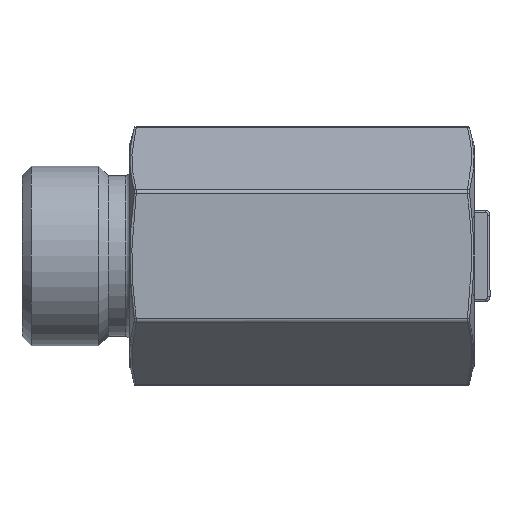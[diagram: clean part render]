
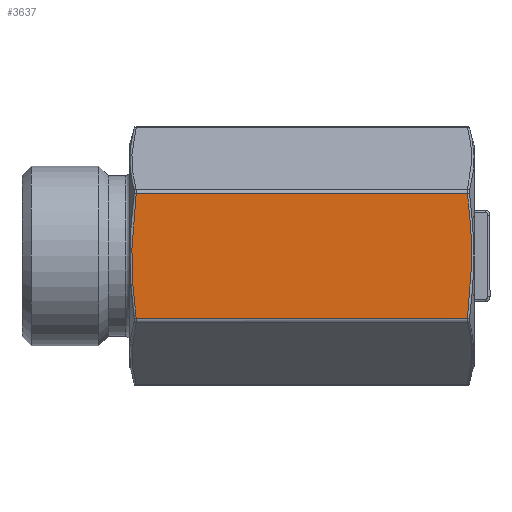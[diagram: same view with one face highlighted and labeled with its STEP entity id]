
A CAD part, front view. The second image highlights one B-rep face of the part: STEP entity #3637.
In plain terms, the highlighted planar face has unit normal (0, -1, 0).
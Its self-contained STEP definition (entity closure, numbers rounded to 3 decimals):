
#880 = CARTESIAN_POINT ( 'NONE',  ( 20.389, -10.5, -5.774 ) ) ;
#959 = VERTEX_POINT ( 'NONE', #21219 ) ;
#971 = CARTESIAN_POINT ( 'NONE',  ( 20.83, -10.5, 0. ) ) ;
#1241 = CARTESIAN_POINT ( 'NONE',  ( -10.617, -10.5, -3.849 ) ) ;
#3393 = LINE ( 'NONE', #5439, #16085 ) ;
#3504 = EDGE_CURVE ( 'NONE', #959, #20168, #17920, .T. ) ;
#3626 = PLANE ( 'NONE',  #13834 ) ;
#3637 = ADVANCED_FACE ( 'NONE', ( #6469 ), #3626, .F. ) ;
#4905 = ORIENTED_EDGE ( 'NONE', *, *, #3504, .T. ) ;
#5439 = CARTESIAN_POINT ( 'NONE',  ( 21., -10.5, -5.774 ) ) ;
#6426 = CARTESIAN_POINT ( 'NONE',  ( -10.389, -10.5, 5.774 ) ) ;
#6469 = FACE_OUTER_BOUND ( 'NONE', #8121, .T. ) ;
#6660 = CARTESIAN_POINT ( 'NONE',  ( 20.617, -10.5, -3.849 ) ) ;
#6750 = CARTESIAN_POINT ( 'NONE',  ( -10.515, -10.5, 4.811 ) ) ;
#6897 = ORIENTED_EDGE ( 'NONE', *, *, #21190, .T. ) ;
#7390 = DIRECTION ( 'NONE',  ( 0., 0., 1. ) ) ;
#8121 = EDGE_LOOP ( 'NONE', ( #20692, #4905, #6897, #18750 ) ) ;
#8137 = DIRECTION ( 'NONE',  ( -1., 0., 0. ) ) ;
#8762 = CARTESIAN_POINT ( 'NONE',  ( -10.756, -10.5, 1.925 ) ) ;
#8924 = LINE ( 'NONE', #19699, #11320 ) ;
#9230 = CARTESIAN_POINT ( 'NONE',  ( 21., -10.5, 6.062 ) ) ;
#10306 = CARTESIAN_POINT ( 'NONE',  ( 20.756, -10.5, -1.925 ) ) ;
#10638 = CARTESIAN_POINT ( 'NONE',  ( 20.756, -10.5, 1.925 ) ) ;
#10752 = EDGE_CURVE ( 'NONE', #19882, #14744, #14240, .T. ) ;
#11320 = VECTOR ( 'NONE', #8137, 1000. ) ;
#12326 = CARTESIAN_POINT ( 'NONE',  ( -10.515, -10.5, -4.811 ) ) ;
#13834 = AXIS2_PLACEMENT_3D ( 'NONE', #9230, #14948, #7390 ) ;
#14180 = CARTESIAN_POINT ( 'NONE',  ( 20.515, -10.5, 4.811 ) ) ;
#14200 = CARTESIAN_POINT ( 'NONE',  ( -10.617, -10.5, 3.849 ) ) ;
#14240 = B_SPLINE_CURVE_WITH_KNOTS ( 'NONE', 3,
 ( #6426, #6750, #14200, #8762, #19830, #19990, #1241, #12326, #22046 ),
 .UNSPECIFIED., .F., .F.,
 ( 4, 2, 1, 2, 4 ),
 ( 0., 0.003, 0.006, 0.009, 0.012 ),
 .UNSPECIFIED. ) ;
#14744 = VERTEX_POINT ( 'NONE', #22906 ) ;
#14948 = DIRECTION ( 'NONE',  ( 0., 1., 0. ) ) ;
#16085 = VECTOR ( 'NONE', #16963, 1000. ) ;
#16963 = DIRECTION ( 'NONE',  ( 1., 0., 0. ) ) ;
#17920 = B_SPLINE_CURVE_WITH_KNOTS ( 'NONE', 3,
 ( #880, #23800, #6660, #10306, #971, #10638, #17994, #14180, #20137 ),
 .UNSPECIFIED., .F., .F.,
 ( 4, 2, 1, 2, 4 ),
 ( 0., 0.003, 0.006, 0.009, 0.012 ),
 .UNSPECIFIED. ) ;
#17994 = CARTESIAN_POINT ( 'NONE',  ( 20.617, -10.5, 3.849 ) ) ;
#18294 = CARTESIAN_POINT ( 'NONE',  ( -10.389, -10.5, 5.774 ) ) ;
#18750 = ORIENTED_EDGE ( 'NONE', *, *, #10752, .T. ) ;
#19699 = CARTESIAN_POINT ( 'NONE',  ( 21., -10.5, 5.774 ) ) ;
#19830 = CARTESIAN_POINT ( 'NONE',  ( -10.83, -10.5, 0. ) ) ;
#19882 = VERTEX_POINT ( 'NONE', #18294 ) ;
#19990 = CARTESIAN_POINT ( 'NONE',  ( -10.756, -10.5, -1.925 ) ) ;
#20137 = CARTESIAN_POINT ( 'NONE',  ( 20.389, -10.5, 5.774 ) ) ;
#20168 = VERTEX_POINT ( 'NONE', #20327 ) ;
#20226 = EDGE_CURVE ( 'NONE', #14744, #959, #3393, .T. ) ;
#20327 = CARTESIAN_POINT ( 'NONE',  ( 20.389, -10.5, 5.774 ) ) ;
#20692 = ORIENTED_EDGE ( 'NONE', *, *, #20226, .T. ) ;
#21190 = EDGE_CURVE ( 'NONE', #20168, #19882, #8924, .T. ) ;
#21219 = CARTESIAN_POINT ( 'NONE',  ( 20.389, -10.5, -5.774 ) ) ;
#22046 = CARTESIAN_POINT ( 'NONE',  ( -10.389, -10.5, -5.774 ) ) ;
#22906 = CARTESIAN_POINT ( 'NONE',  ( -10.389, -10.5, -5.774 ) ) ;
#23800 = CARTESIAN_POINT ( 'NONE',  ( 20.515, -10.5, -4.811 ) ) ;
